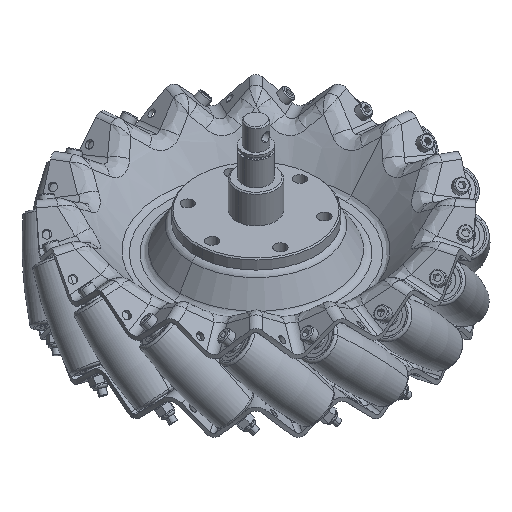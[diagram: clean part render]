
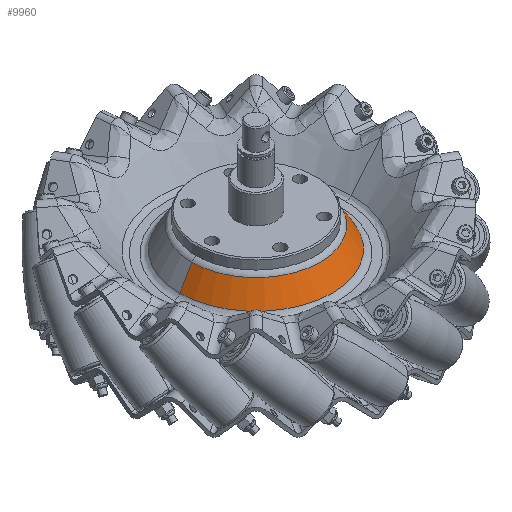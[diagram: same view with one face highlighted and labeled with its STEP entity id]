
A CAD part, isometric view. The second image highlights one B-rep face of the part: STEP entity #9960.
In plain terms, the highlighted conical face has half-angle 30 degrees and reference radius 35.907 mm.
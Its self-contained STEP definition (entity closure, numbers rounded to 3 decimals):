
#95 = CARTESIAN_POINT ( 'NONE',  ( -35.907, 0., 0. ) ) ;
#172 = ORIENTED_EDGE ( 'NONE', *, *, #11301, .F. ) ;
#442 = DIRECTION ( 'NONE',  ( 0., 0., -1. ) ) ;
#629 = VERTEX_POINT ( 'NONE', #15127 ) ;
#880 = VECTOR ( 'NONE', #16262, 1000. ) ;
#1305 = CIRCLE ( 'NONE', #7083, 34.991 ) ;
#2012 = CARTESIAN_POINT ( 'NONE',  ( -29.492, 0., 11.112 ) ) ;
#3524 = ORIENTED_EDGE ( 'NONE', *, *, #5719, .T. ) ;
#5082 = CARTESIAN_POINT ( 'NONE',  ( 0., 0., 1.588 ) ) ;
#5150 = CONICAL_SURFACE ( 'NONE', #21497, 35.907, 0.524 ) ;
#5667 = VERTEX_POINT ( 'NONE', #18832 ) ;
#5719 = EDGE_CURVE ( 'NONE', #8186, #6919, #21353, .T. ) ;
#5793 = FACE_OUTER_BOUND ( 'NONE', #14679, .T. ) ;
#6163 = CARTESIAN_POINT ( 'NONE',  ( 35.907, 0., 0. ) ) ;
#6919 = VERTEX_POINT ( 'NONE', #2012 ) ;
#7083 = AXIS2_PLACEMENT_3D ( 'NONE', #5082, #19251, #7139 ) ;
#7139 = DIRECTION ( 'NONE',  ( 1., 0., 0. ) ) ;
#7479 = DIRECTION ( 'NONE',  ( 0., 0., -1. ) ) ;
#8186 = VERTEX_POINT ( 'NONE', #18298 ) ;
#9960 = ADVANCED_FACE ( 'NONE', ( #5793 ), #5150, .T. ) ;
#10147 = LINE ( 'NONE', #95, #25588 ) ;
#11301 = EDGE_CURVE ( 'NONE', #8186, #5667, #11692, .T. ) ;
#11692 = LINE ( 'NONE', #6163, #880 ) ;
#12285 = DIRECTION ( 'NONE',  ( -0.5, 0., -0.866 ) ) ;
#12621 = CARTESIAN_POINT ( 'NONE',  ( 0., 0., 11.112 ) ) ;
#14648 = DIRECTION ( 'NONE',  ( -1., 0., 0. ) ) ;
#14679 = EDGE_LOOP ( 'NONE', ( #3524, #18043, #21078, #172 ) ) ;
#15127 = CARTESIAN_POINT ( 'NONE',  ( -34.991, 0., 1.588 ) ) ;
#15526 = DIRECTION ( 'NONE',  ( 1., 0., 0. ) ) ;
#15960 = AXIS2_PLACEMENT_3D ( 'NONE', #12621, #442, #14648 ) ;
#16262 = DIRECTION ( 'NONE',  ( 0.5, 0., -0.866 ) ) ;
#18043 = ORIENTED_EDGE ( 'NONE', *, *, #24152, .T. ) ;
#18298 = CARTESIAN_POINT ( 'NONE',  ( 29.492, 0., 11.112 ) ) ;
#18832 = CARTESIAN_POINT ( 'NONE',  ( 34.991, 0., 1.588 ) ) ;
#19251 = DIRECTION ( 'NONE',  ( 0., 0., 1. ) ) ;
#21078 = ORIENTED_EDGE ( 'NONE', *, *, #21491, .T. ) ;
#21353 = CIRCLE ( 'NONE', #15960, 29.492 ) ;
#21491 = EDGE_CURVE ( 'NONE', #629, #5667, #1305, .T. ) ;
#21497 = AXIS2_PLACEMENT_3D ( 'NONE', #23636, #7479, #15526 ) ;
#23636 = CARTESIAN_POINT ( 'NONE',  ( 0., 0., 0. ) ) ;
#24152 = EDGE_CURVE ( 'NONE', #6919, #629, #10147, .T. ) ;
#25588 = VECTOR ( 'NONE', #12285, 1000. ) ;
